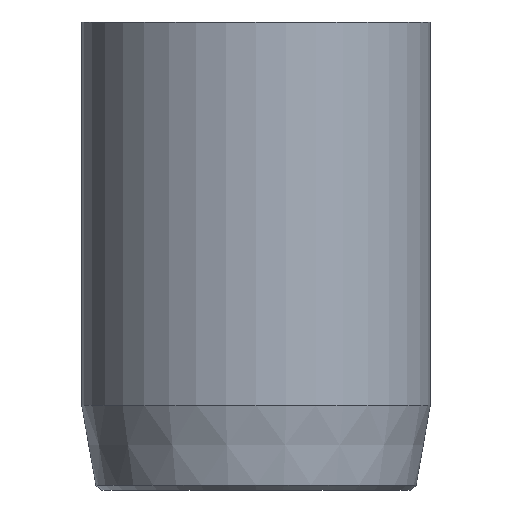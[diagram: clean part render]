
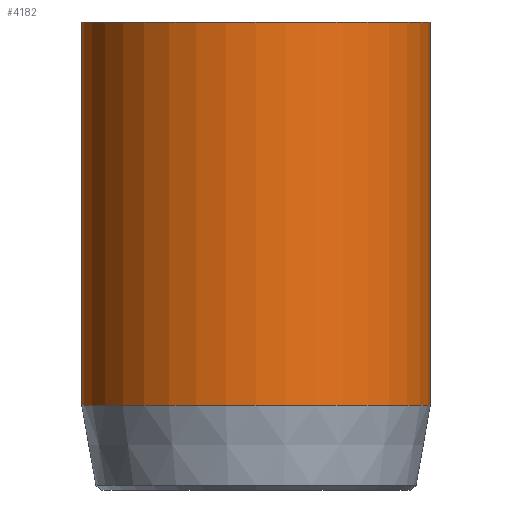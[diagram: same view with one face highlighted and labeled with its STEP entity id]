
A CAD part, front view. The second image highlights one B-rep face of the part: STEP entity #4182.
In plain terms, the highlighted cylindrical face has radius 1.75 mm (diameter 3.5 mm), a full revolution.
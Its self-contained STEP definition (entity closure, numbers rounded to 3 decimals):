
#550=CYLINDRICAL_SURFACE('',#4339,1.75);
#761=FACE_OUTER_BOUND('',#1009,.T.);
#1009=EDGE_LOOP('',(#3863,#3864,#3865,#3866,#3867));
#1314=LINE('',#7947,#1629);
#1629=VECTOR('',#4818,1.75);
#1667=CIRCLE('',#4324,1.75);
#1672=CIRCLE('',#4337,1.75);
#1673=CIRCLE('',#4338,1.75);
#2062=VERTEX_POINT('',#7921);
#2067=VERTEX_POINT('',#7941);
#2068=VERTEX_POINT('',#7942);
#2664=EDGE_CURVE('',#2062,#2062,#1667,.T.);
#2671=EDGE_CURVE('',#2067,#2068,#1672,.T.);
#2672=EDGE_CURVE('',#2068,#2067,#1673,.T.);
#2674=EDGE_CURVE('',#2062,#2067,#1314,.T.);
#3863=ORIENTED_EDGE('',*,*,#2664,.T.);
#3864=ORIENTED_EDGE('',*,*,#2674,.T.);
#3865=ORIENTED_EDGE('',*,*,#2671,.T.);
#3866=ORIENTED_EDGE('',*,*,#2672,.T.);
#3867=ORIENTED_EDGE('',*,*,#2674,.F.);
#4182=ADVANCED_FACE('',(#761),#550,.T.);
#4324=AXIS2_PLACEMENT_3D('',#7922,#4783,#4784);
#4337=AXIS2_PLACEMENT_3D('',#7943,#4811,#4812);
#4338=AXIS2_PLACEMENT_3D('',#7944,#4813,#4814);
#4339=AXIS2_PLACEMENT_3D('',#7946,#4816,#4817);
#4783=DIRECTION('center_axis',(0.,0.,-1.));
#4784=DIRECTION('ref_axis',(-1.,0.,0.));
#4811=DIRECTION('center_axis',(0.,0.,1.));
#4812=DIRECTION('ref_axis',(-1.,0.,0.));
#4813=DIRECTION('center_axis',(0.,0.,1.));
#4814=DIRECTION('ref_axis',(-1.,0.,0.));
#4816=DIRECTION('center_axis',(0.,0.,1.));
#4817=DIRECTION('ref_axis',(-1.,0.,0.));
#4818=DIRECTION('',(0.,0.,-1.));
#7921=CARTESIAN_POINT('',(1.75,0.,4.7));
#7922=CARTESIAN_POINT('Origin',(0.,0.,4.7));
#7941=CARTESIAN_POINT('',(1.75,0.,0.851));
#7942=CARTESIAN_POINT('',(-1.75,0.,0.851));
#7943=CARTESIAN_POINT('Origin',(0.,0.,0.851));
#7944=CARTESIAN_POINT('Origin',(0.,0.,0.851));
#7946=CARTESIAN_POINT('Origin',(0.,0.,0.));
#7947=CARTESIAN_POINT('',(1.75,0.,0.));
